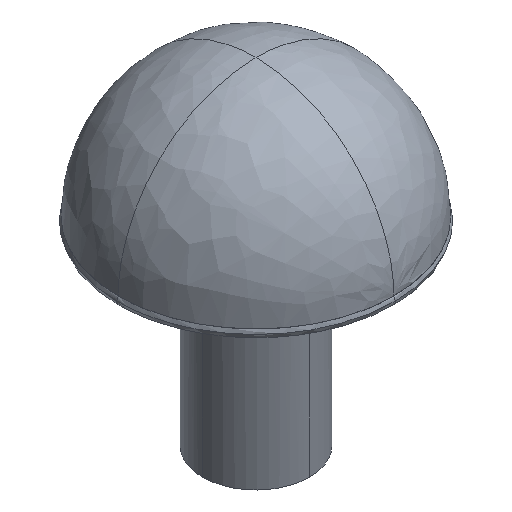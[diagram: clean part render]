
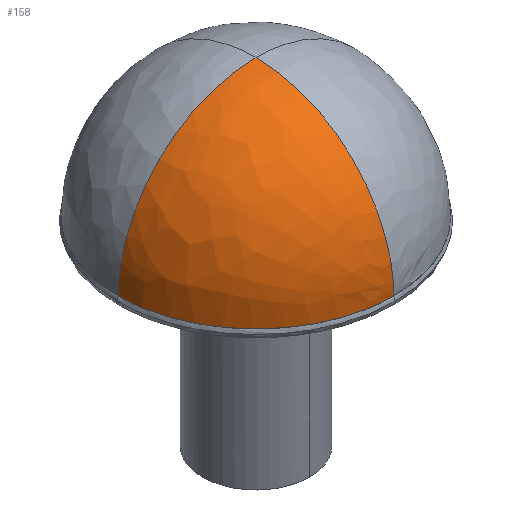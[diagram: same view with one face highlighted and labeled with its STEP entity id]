
A CAD part, isometric view. The second image highlights one B-rep face of the part: STEP entity #158.
In plain terms, the highlighted free-form (B-spline) face has degree [2, 2] with [3, 3] control points.
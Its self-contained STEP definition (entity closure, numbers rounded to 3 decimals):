
#33=(
BOUNDED_SURFACE()
B_SPLINE_SURFACE(2,2,((#1752,#1753,#1754),(#1755,#1756,#1757),(#1758,#1759,
#1760)),.UNSPECIFIED.,.F.,.F.,.F.)
B_SPLINE_SURFACE_WITH_KNOTS((3,3),(3,3),(0.,272.029),(132.284,
264.569),.UNSPECIFIED.)
GEOMETRIC_REPRESENTATION_ITEM()
RATIONAL_B_SPLINE_SURFACE(((1.,0.707,1.),(0.707,
0.5,0.707),(1.,0.707,1.)))
REPRESENTATION_ITEM($)
SURFACE()
);
#158=ADVANCED_FACE($,(#228),#33,.T.);
#228=FACE_OUTER_BOUND($,#296,.T.);
#296=EDGE_LOOP($,(#406,#407,#408));
#406=ORIENTED_EDGE($,*,*,#690,.F.);
#407=ORIENTED_EDGE($,*,*,#691,.T.);
#408=ORIENTED_EDGE($,*,*,#692,.T.);
#690=EDGE_CURVE($,#863,#862,#990,.T.);
#691=EDGE_CURVE($,#863,#864,#991,.T.);
#692=EDGE_CURVE($,#864,#862,#992,.T.);
#862=VERTEX_POINT($,#1761);
#863=VERTEX_POINT($,#1762);
#864=VERTEX_POINT($,#1763);
#990=(
BOUNDED_CURVE()
B_SPLINE_CURVE(2,(#1743,#1744,#1745),.UNSPECIFIED.,.F.,.F.)
B_SPLINE_CURVE_WITH_KNOTS((3,3),(-272.029,0.),.UNSPECIFIED.)
CURVE()
GEOMETRIC_REPRESENTATION_ITEM()
RATIONAL_B_SPLINE_CURVE((1.,0.707,1.))
REPRESENTATION_ITEM($)
);
#991=(
BOUNDED_CURVE()
B_SPLINE_CURVE(2,(#1746,#1747,#1748),.UNSPECIFIED.,.F.,.F.)
B_SPLINE_CURVE_WITH_KNOTS((3,3),(132.284,264.569),.UNSPECIFIED.)
CURVE()
GEOMETRIC_REPRESENTATION_ITEM()
RATIONAL_B_SPLINE_CURVE((1.,0.707,1.))
REPRESENTATION_ITEM($)
);
#992=(
BOUNDED_CURVE()
B_SPLINE_CURVE(2,(#1749,#1750,#1751),.UNSPECIFIED.,.F.,.F.)
B_SPLINE_CURVE_WITH_KNOTS((3,3),(-272.029,0.),.UNSPECIFIED.)
CURVE()
GEOMETRIC_REPRESENTATION_ITEM()
RATIONAL_B_SPLINE_CURVE((1.,0.707,1.))
REPRESENTATION_ITEM($)
);
#1743=CARTESIAN_POINT($,(0.,0.,440.));
#1744=CARTESIAN_POINT($,(0.,-180.,440.));
#1745=CARTESIAN_POINT($,(0.,-180.,260.));
#1746=CARTESIAN_POINT($,(0.,0.,440.));
#1747=CARTESIAN_POINT($,(-180.,0.,440.));
#1748=CARTESIAN_POINT($,(-180.,0.,260.));
#1749=CARTESIAN_POINT($,(-180.,0.,260.));
#1750=CARTESIAN_POINT($,(-180.,-180.,260.));
#1751=CARTESIAN_POINT($,(0.,-180.,260.));
#1752=CARTESIAN_POINT($,(0.,-180.,260.));
#1753=CARTESIAN_POINT($,(0.,-180.,260.));
#1754=CARTESIAN_POINT($,(0.,-180.,260.));
#1755=CARTESIAN_POINT($,(0.,-180.,440.));
#1756=CARTESIAN_POINT($,(-180.,-180.,440.));
#1757=CARTESIAN_POINT($,(-180.,-180.,260.));
#1758=CARTESIAN_POINT($,(0.,0.,440.));
#1759=CARTESIAN_POINT($,(-180.,0.,440.));
#1760=CARTESIAN_POINT($,(-180.,0.,260.));
#1761=CARTESIAN_POINT($,(0.,-180.,260.));
#1762=CARTESIAN_POINT($,(0.,0.,440.));
#1763=CARTESIAN_POINT($,(-180.,0.,260.));
